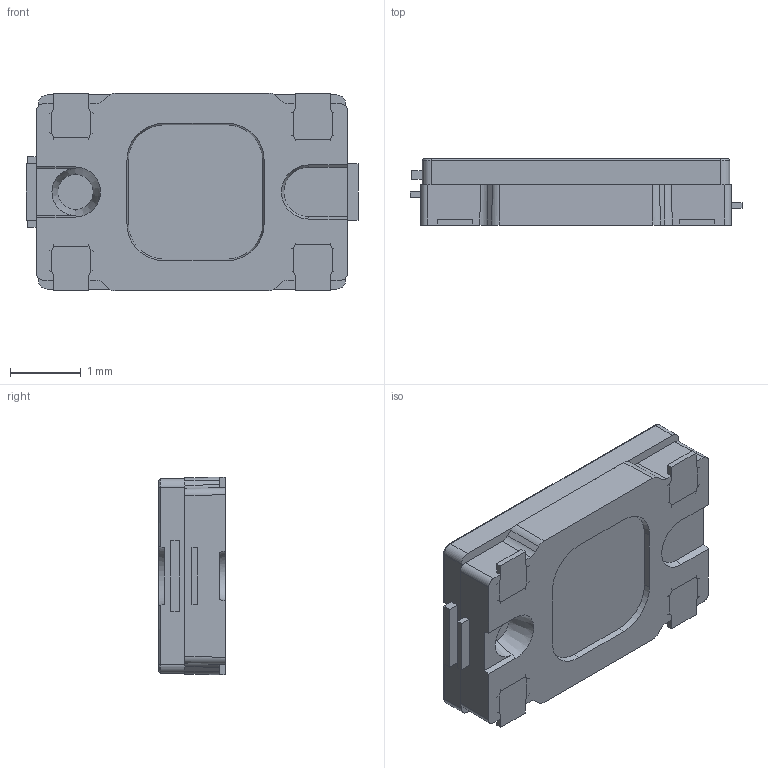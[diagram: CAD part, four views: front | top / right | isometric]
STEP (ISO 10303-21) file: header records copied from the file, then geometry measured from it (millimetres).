
FILE_DESCRIPTION (( 'STEP AP203' ), '1' );
FILE_NAME ('SC_AABout.STEP', '2019-02-19T01:32:58', ( '' ), ( '' ), 'SwSTEP 2.0', 'SolidWorks 2016', '' );
FILE_SCHEMA (( 'CONFIG_CONTROL_DESIGN' ));
Length unit declared in the file: millimetre
Products named in the file (6): SC外形用_SB-PAT-901(製品部)SM-FLAT-PATTERN; SC外形用_SB-PBT-901(製品部); SC外形用_SC-SCO-901; SC外形用_SB-PCT-901(製品部); SC_AABout; SC外形用_SC-SBY-902
Assembly tree (5 placements, depth 2):
  SC_AABout
    SC外形用_SC-SBY-902
    SC外形用_SB-PAT-901(製品部)SM-FLAT-PATTERN
    SC外形用_SB-PBT-901(製品部)
    SC外形用_SC-SCO-901
    SC外形用_SB-PCT-901(製品部)
Bounding box: 4.7 x 0.94 x 2.8 mm (x, y, z)
Volume: 10.6 mm3; surface area: 129.2 mm2
Topology: 8 solids, 8 shells, 466 faces, 1207 edges, 756 vertices
Faces by surface type: plane 255, cylinder 137, bspline 60, cone 14
Entity records: 15658 total; most frequent: CARTESIAN_POINT 3927, ORIENTED_EDGE 2414, DIRECTION 2169, EDGE_CURVE 1207, LINE 821, VECTOR 821, VERTEX_POINT 756, AXIS2_PLACEMENT_3D 674
